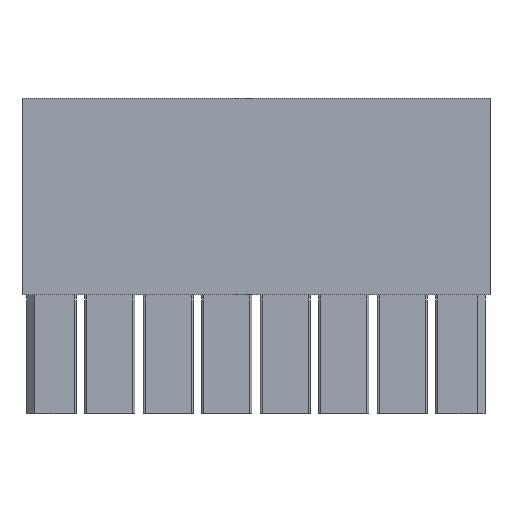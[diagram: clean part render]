
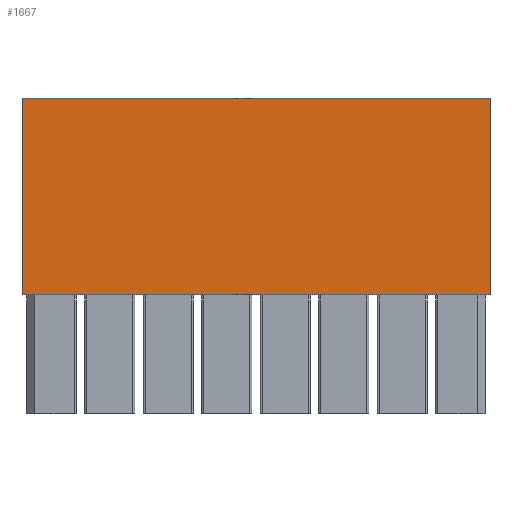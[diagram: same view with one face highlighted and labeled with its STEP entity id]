
A CAD part, front view. The second image highlights one B-rep face of the part: STEP entity #1667.
In plain terms, the highlighted planar face has unit normal (0, -1, 0).
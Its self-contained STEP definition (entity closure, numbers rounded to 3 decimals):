
#1640=AXIS2_PLACEMENT_3D('Plane Axis2P3D',#1637,#1638,#1639) ;
#111=CARTESIAN_POINT('Vertex',(60.96,0.,15.5)) ;
#114=CARTESIAN_POINT('Line Origine',(30.48,0.,15.5)) ;
#118=CARTESIAN_POINT('Vertex',(0.,0.,15.5)) ;
#1637=CARTESIAN_POINT('Axis2P3D Location',(0.,0.,15.5)) ;
#1642=CARTESIAN_POINT('Line Origine',(60.96,0.,28.325)) ;
#1646=CARTESIAN_POINT('Vertex',(60.96,0.,41.15)) ;
#1649=CARTESIAN_POINT('Line Origine',(30.48,0.,41.15)) ;
#1653=CARTESIAN_POINT('Vertex',(0.,0.,41.15)) ;
#1656=CARTESIAN_POINT('Line Origine',(0.,0.,28.325)) ;
#115=DIRECTION('Vector Direction',(1.,0.,0.)) ;
#1638=DIRECTION('Axis2P3D Direction',(0.,1.,0.)) ;
#1639=DIRECTION('Axis2P3D XDirection',(0.,0.,1.)) ;
#1643=DIRECTION('Vector Direction',(0.,0.,1.)) ;
#1650=DIRECTION('Vector Direction',(1.,0.,0.)) ;
#1657=DIRECTION('Vector Direction',(0.,0.,1.)) ;
#116=VECTOR('Line Direction',#115,1.) ;
#1644=VECTOR('Line Direction',#1643,1.) ;
#1651=VECTOR('Line Direction',#1650,1.) ;
#1658=VECTOR('Line Direction',#1657,1.) ;
#1662=ORIENTED_EDGE('',*,*,#1648,.T.) ;
#1663=ORIENTED_EDGE('',*,*,#1655,.F.) ;
#1664=ORIENTED_EDGE('',*,*,#1660,.F.) ;
#1665=ORIENTED_EDGE('',*,*,#120,.T.) ;
#1667=ADVANCED_FACE('HOUSING',(#1666),#1641,.F.) ;
#120=EDGE_CURVE('',#119,#112,#117,.T.) ;
#1648=EDGE_CURVE('',#112,#1647,#1645,.T.) ;
#1655=EDGE_CURVE('',#1654,#1647,#1652,.T.) ;
#1660=EDGE_CURVE('',#119,#1654,#1659,.T.) ;
#1661=EDGE_LOOP('',(#1662,#1663,#1664,#1665)) ;
#1666=FACE_OUTER_BOUND('',#1661,.T.) ;
#117=LINE('Line',#114,#116) ;
#1645=LINE('Line',#1642,#1644) ;
#1652=LINE('Line',#1649,#1651) ;
#1659=LINE('Line',#1656,#1658) ;
#1641=PLANE('',#1640) ;
#112=VERTEX_POINT('',#111) ;
#119=VERTEX_POINT('',#118) ;
#1647=VERTEX_POINT('',#1646) ;
#1654=VERTEX_POINT('',#1653) ;
